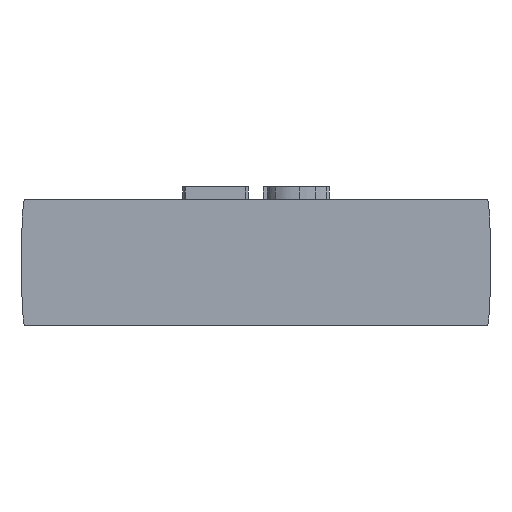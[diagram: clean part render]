
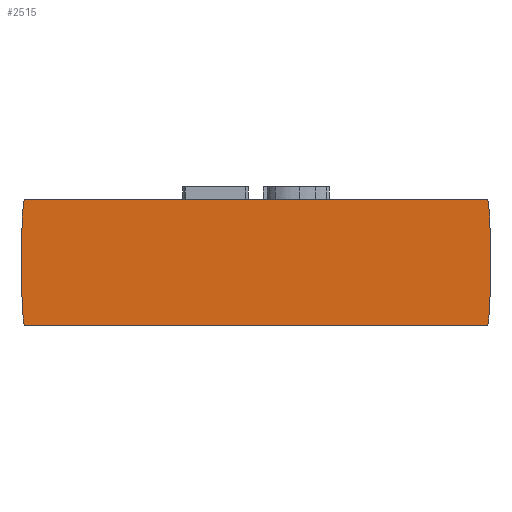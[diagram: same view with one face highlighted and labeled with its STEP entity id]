
A CAD part, front view. The second image highlights one B-rep face of the part: STEP entity #2515.
In plain terms, the highlighted planar face has unit normal (0, -1, 0).
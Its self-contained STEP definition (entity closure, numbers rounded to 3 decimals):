
#106=ELLIPSE('',#2654,6.087,4.);
#108=ELLIPSE('',#2657,6.087,4.);
#116=ELLIPSE('',#2678,6.087,4.);
#118=ELLIPSE('',#2681,6.087,4.);
#391=FACE_OUTER_BOUND('',#536,.T.);
#536=EDGE_LOOP('',(#2230,#2231,#2232,#2233,#2234,#2235,#2236,#2237));
#744=LINE('',#4611,#949);
#747=LINE('',#4642,#952);
#753=LINE('',#4667,#958);
#754=LINE('',#4668,#959);
#949=VECTOR('',#3126,10.);
#952=VECTOR('',#3143,10.);
#958=VECTOR('',#3171,10.);
#959=VECTOR('',#3172,10.);
#1171=VERTEX_POINT('',#4582);
#1172=VERTEX_POINT('',#4584);
#1174=VERTEX_POINT('',#4590);
#1175=VERTEX_POINT('',#4592);
#1182=VERTEX_POINT('',#4609);
#1191=VERTEX_POINT('',#4641);
#1197=VERTEX_POINT('',#4655);
#1199=VERTEX_POINT('',#4663);
#1514=EDGE_CURVE('',#1171,#1172,#106,.T.);
#1518=EDGE_CURVE('',#1174,#1175,#108,.T.);
#1528=EDGE_CURVE('',#1182,#1171,#744,.T.);
#1539=EDGE_CURVE('',#1175,#1191,#747,.T.);
#1547=EDGE_CURVE('',#1197,#1182,#116,.T.);
#1551=EDGE_CURVE('',#1191,#1199,#118,.T.);
#1553=EDGE_CURVE('',#1197,#1199,#753,.T.);
#1554=EDGE_CURVE('',#1174,#1172,#754,.T.);
#2230=ORIENTED_EDGE('',*,*,#1514,.F.);
#2231=ORIENTED_EDGE('',*,*,#1528,.F.);
#2232=ORIENTED_EDGE('',*,*,#1547,.F.);
#2233=ORIENTED_EDGE('',*,*,#1553,.T.);
#2234=ORIENTED_EDGE('',*,*,#1551,.F.);
#2235=ORIENTED_EDGE('',*,*,#1539,.F.);
#2236=ORIENTED_EDGE('',*,*,#1518,.F.);
#2237=ORIENTED_EDGE('',*,*,#1554,.T.);
#2396=PLANE('',#2682);
#2515=ADVANCED_FACE('',(#391),#2396,.T.);
#2654=AXIS2_PLACEMENT_3D('',#4585,#3099,#3100);
#2657=AXIS2_PLACEMENT_3D('',#4593,#3107,#3108);
#2678=AXIS2_PLACEMENT_3D('',#4657,#3158,#3159);
#2681=AXIS2_PLACEMENT_3D('',#4664,#3166,#3167);
#2682=AXIS2_PLACEMENT_3D('',#4666,#3169,#3170);
#3099=DIRECTION('center_axis',(0.,1.,0.));
#3100=DIRECTION('ref_axis',(0.,0.,1.));
#3107=DIRECTION('center_axis',(0.,1.,0.));
#3108=DIRECTION('ref_axis',(0.,0.,-1.));
#3126=DIRECTION('',(1.,0.,0.));
#3143=DIRECTION('',(-1.,0.,0.));
#3158=DIRECTION('center_axis',(0.,1.,0.));
#3159=DIRECTION('ref_axis',(0.,0.,
1.));
#3166=DIRECTION('center_axis',(0.,1.,0.));
#3167=DIRECTION('ref_axis',(0.,0.,-1.));
#3169=DIRECTION('center_axis',(0.,-1.,0.));
#3170=DIRECTION('ref_axis',(1.,0.,0.));
#3171=DIRECTION('',(0.,0.,-1.));
#3172=DIRECTION('',(0.,0.,1.));
#4582=CARTESIAN_POINT('',(11.052,20.216,3.));
#4584=CARTESIAN_POINT('',(11.158,20.216,1.609));
#4585=CARTESIAN_POINT('Origin',(7.158,20.216,1.609));
#4590=CARTESIAN_POINT('',(11.158,20.216,-1.609));
#4592=CARTESIAN_POINT('',(11.052,20.216,-3.));
#4593=CARTESIAN_POINT('Origin',(7.158,20.216,-1.609));
#4609=CARTESIAN_POINT('',(-11.052,20.216,3.));
#4611=CARTESIAN_POINT('',(-13.6,20.216,3.));
#4641=CARTESIAN_POINT('',(-11.052,20.216,-3.));
#4642=CARTESIAN_POINT('',(-13.6,20.216,-3.));
#4655=CARTESIAN_POINT('',(-11.158,20.216,1.609));
#4657=CARTESIAN_POINT('Origin',(-7.158,20.216,1.609));
#4663=CARTESIAN_POINT('',(-11.158,20.216,-1.609));
#4664=CARTESIAN_POINT('Origin',(-7.158,20.216,-1.609));
#4666=CARTESIAN_POINT('Origin',(-13.6,20.216,0.));
#4667=CARTESIAN_POINT('',(-11.158,20.216,1.5));
#4668=CARTESIAN_POINT('',(11.158,20.216,-1.5));
